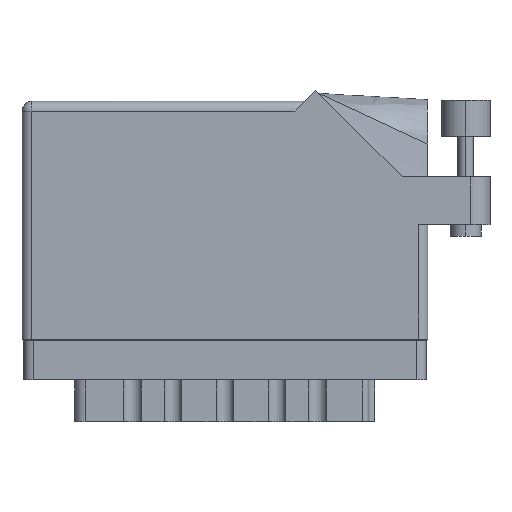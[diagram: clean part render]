
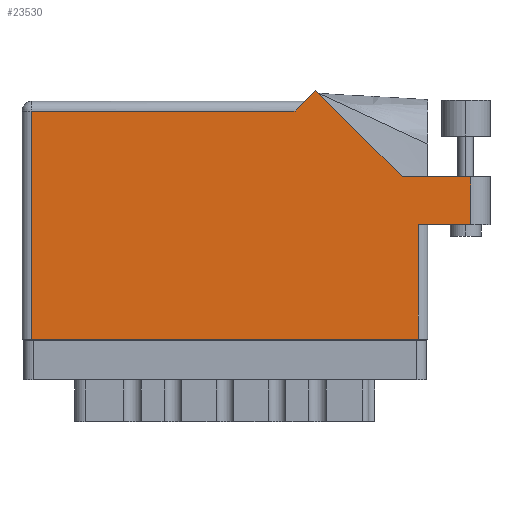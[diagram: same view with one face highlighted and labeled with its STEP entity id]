
A CAD part, front view. The second image highlights one B-rep face of the part: STEP entity #23530.
In plain terms, the highlighted face is planar.
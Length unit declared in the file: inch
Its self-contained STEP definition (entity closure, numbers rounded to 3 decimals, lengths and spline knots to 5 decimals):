
#1198 = ORIENTED_EDGE ( 'NONE', *, *, #29811, .T. ) ;
#2124 = FACE_OUTER_BOUND ( 'NONE', #3095, .T. ) ;
#2610 = LINE ( 'NONE', #23528, #34296 ) ;
#3095 = EDGE_LOOP ( 'NONE', ( #38237, #40838, #9882, #27105, #39760, #17590, #30650, #1198, #31053 ) ) ;
#3662 = VERTEX_POINT ( 'NONE', #6294 ) ;
#3796 = DIRECTION ( 'NONE',  ( 1., 0., 0. ) ) ;
#4632 = EDGE_CURVE ( 'NONE', #34233, #11277, #5824, .T. ) ;
#4638 = EDGE_CURVE ( 'NONE', #43985, #24063, #2610, .T. ) ;
#5824 = LINE ( 'NONE', #15940, #24605 ) ;
#5843 = DIRECTION ( 'NONE',  ( 0., 1., 0. ) ) ;
#6294 = CARTESIAN_POINT ( 'NONE',  ( 0.062, 0., 0. ) ) ;
#7302 = CARTESIAN_POINT ( 'NONE',  ( 0., 0., 0. ) ) ;
#7430 = EDGE_CURVE ( 'NONE', #28767, #34233, #12084, .T. ) ;
#7648 = VECTOR ( 'NONE', #51792, 39.37008 ) ;
#8327 = LINE ( 'NONE', #7302, #36686 ) ;
#9241 = LINE ( 'NONE', #34777, #21551 ) ;
#9882 = ORIENTED_EDGE ( 'NONE', *, *, #35993, .T. ) ;
#10214 = CARTESIAN_POINT ( 'NONE',  ( 2.55, 0., 0. ) ) ;
#10934 = DIRECTION ( 'NONE',  ( -0.707, -0.707, 0. ) ) ;
#11277 = VERTEX_POINT ( 'NONE', #11547 ) ;
#11547 = CARTESIAN_POINT ( 'NONE',  ( 0.062, 1.468, 0. ) ) ;
#12084 = LINE ( 'NONE', #35635, #32718 ) ;
#12687 = CARTESIAN_POINT ( 'NONE',  ( 2.887, 1.044, 0. ) ) ;
#14037 = DIRECTION ( 'NONE',  ( -1., 0., 0. ) ) ;
#15271 = DIRECTION ( 'NONE',  ( 1., 0., 0. ) ) ;
#15940 = CARTESIAN_POINT ( 'NONE',  ( 0., 1.468, 0. ) ) ;
#17590 = ORIENTED_EDGE ( 'NONE', *, *, #4632, .T. ) ;
#18380 = CARTESIAN_POINT ( 'NONE',  ( 1.757, 1.468, 0. ) ) ;
#18459 = LINE ( 'NONE', #19731, #41092 ) ;
#19434 = VERTEX_POINT ( 'NONE', #10214 ) ;
#19548 = PLANE ( 'NONE',  #30714 ) ;
#19731 = CARTESIAN_POINT ( 'NONE',  ( 2.55, 0.737, 0. ) ) ;
#20515 = DIRECTION ( 'NONE',  ( -0.707, 0.707, 0. ) ) ;
#20678 = CARTESIAN_POINT ( 'NONE',  ( 2.55, 0.737, 0. ) ) ;
#21169 = EDGE_CURVE ( 'NONE', #11277, #3662, #30912, .T. ) ;
#21551 = VECTOR ( 'NONE', #14037, 39.37008 ) ;
#23528 = CARTESIAN_POINT ( 'NONE',  ( 2.612, 0.737, 0. ) ) ;
#23530 = ADVANCED_FACE ( 'NONE', ( #2124 ), #19548, .F. ) ;
#24063 = VERTEX_POINT ( 'NONE', #35895 ) ;
#24070 = CARTESIAN_POINT ( 'NONE',  ( 0., 1.53, 0. ) ) ;
#24255 = DIRECTION ( 'NONE',  ( 0., 0., -1. ) ) ;
#24605 = VECTOR ( 'NONE', #37037, 39.37008 ) ;
#24735 = VECTOR ( 'NONE', #20515, 39.37008 ) ;
#26432 = CARTESIAN_POINT ( 'NONE',  ( 2.887, 1.044, 0. ) ) ;
#27094 = VERTEX_POINT ( 'NONE', #12687 ) ;
#27105 = ORIENTED_EDGE ( 'NONE', *, *, #50566, .T. ) ;
#28767 = VERTEX_POINT ( 'NONE', #47005 ) ;
#29676 = VECTOR ( 'NONE', #5843, 39.37008 ) ;
#29811 = EDGE_CURVE ( 'NONE', #3662, #19434, #8327, .T. ) ;
#30650 = ORIENTED_EDGE ( 'NONE', *, *, #21169, .T. ) ;
#30714 = AXIS2_PLACEMENT_3D ( 'NONE', #24070, #24255, #48482 ) ;
#30912 = LINE ( 'NONE', #40016, #7648 ) ;
#31053 = ORIENTED_EDGE ( 'NONE', *, *, #32322, .T. ) ;
#32322 = EDGE_CURVE ( 'NONE', #19434, #43985, #18459, .T. ) ;
#32718 = VECTOR ( 'NONE', #10934, 39.37008 ) ;
#33588 = LINE ( 'NONE', #26432, #29676 ) ;
#34146 = VERTEX_POINT ( 'NONE', #37723 ) ;
#34233 = VERTEX_POINT ( 'NONE', #18380 ) ;
#34296 = VECTOR ( 'NONE', #3796, 39.37008 ) ;
#34777 = CARTESIAN_POINT ( 'NONE',  ( 3.012, 1.044, 0. ) ) ;
#35635 = CARTESIAN_POINT ( 'NONE',  ( 1.819, 1.53, 0. ) ) ;
#35699 = LINE ( 'NONE', #37461, #24735 ) ;
#35895 = CARTESIAN_POINT ( 'NONE',  ( 2.887, 0.737, 0. ) ) ;
#35993 = EDGE_CURVE ( 'NONE', #27094, #34146, #9241, .T. ) ;
#36686 = VECTOR ( 'NONE', #15271, 39.37008 ) ;
#37037 = DIRECTION ( 'NONE',  ( -1., 0., 0. ) ) ;
#37461 = CARTESIAN_POINT ( 'NONE',  ( 2.44642, 1.044, 0. ) ) ;
#37723 = CARTESIAN_POINT ( 'NONE',  ( 2.44642, 1.044, 0. ) ) ;
#38237 = ORIENTED_EDGE ( 'NONE', *, *, #4638, .T. ) ;
#39760 = ORIENTED_EDGE ( 'NONE', *, *, #7430, .T. ) ;
#40016 = CARTESIAN_POINT ( 'NONE',  ( 0.062, 0., 0. ) ) ;
#40411 = EDGE_CURVE ( 'NONE', #24063, #27094, #33588, .T. ) ;
#40838 = ORIENTED_EDGE ( 'NONE', *, *, #40411, .T. ) ;
#41092 = VECTOR ( 'NONE', #48854, 39.37008 ) ;
#43985 = VERTEX_POINT ( 'NONE', #20678 ) ;
#47005 = CARTESIAN_POINT ( 'NONE',  ( 1.88971, 1.60071, 0. ) ) ;
#48482 = DIRECTION ( 'NONE',  ( -1., 0., 0. ) ) ;
#48854 = DIRECTION ( 'NONE',  ( 0., 1., 0. ) ) ;
#50566 = EDGE_CURVE ( 'NONE', #34146, #28767, #35699, .T. ) ;
#51792 = DIRECTION ( 'NONE',  ( 0., -1., 0. ) ) ;
